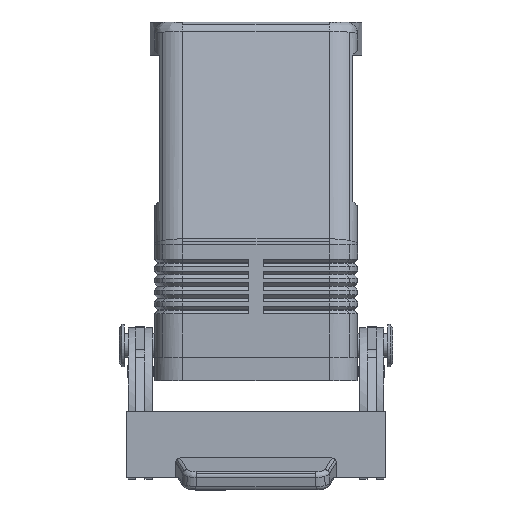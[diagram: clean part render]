
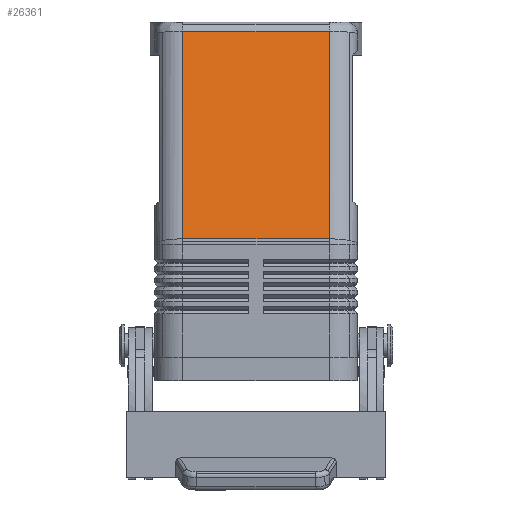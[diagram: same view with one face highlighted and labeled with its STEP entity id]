
A CAD part, left-side view. The second image highlights one B-rep face of the part: STEP entity #26361.
In plain terms, the highlighted planar face has unit normal (-0.98, 0, 0.2).
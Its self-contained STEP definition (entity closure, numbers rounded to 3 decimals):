
#1514=CARTESIAN_POINT('',(-59.879,-15.5,30.094));
#1515=VERTEX_POINT('',#1514);
#1523=CARTESIAN_POINT('',(-59.879,15.5,30.094));
#1524=VERTEX_POINT('',#1523);
#1525=CARTESIAN_POINT('',(-59.879,-15.5,30.094));
#1526=DIRECTION('',(0.0,1.0,0.0));
#1527=VECTOR('',#1526,31.);
#1528=LINE('',#1525,#1527);
#1529=EDGE_CURVE('',#1515,#1524,#1528,.T.);
#25919=CARTESIAN_POINT('',(-50.909,-15.5,74.));
#25920=VERTEX_POINT('',#25919);
#25928=CARTESIAN_POINT('',(-50.909,-15.5,74.));
#25929=DIRECTION('',(-0.2,0.0,-0.98));
#25930=VECTOR('',#25929,44.813);
#25931=LINE('',#25928,#25930);
#25932=EDGE_CURVE('',#25920,#1515,#25931,.T.);
#26338=CARTESIAN_POINT('',(-50.5,0.0,76.0));
#26339=DIRECTION('',(-0.98,0.0,0.2));
#26340=DIRECTION('',(0.2,0.0,0.98));
#26341=AXIS2_PLACEMENT_3D('',#26338,#26339,#26340);
#26342=PLANE('',#26341);
#26343=ORIENTED_EDGE('',*,*,#25932,.F.);
#26344=CARTESIAN_POINT('',(-50.909,15.5,74.));
#26345=VERTEX_POINT('',#26344);
#26346=CARTESIAN_POINT('',(-50.909,15.5,74.));
#26347=DIRECTION('',(0.0,-1.0,0.0));
#26348=VECTOR('',#26347,31.);
#26349=LINE('',#26346,#26348);
#26350=EDGE_CURVE('',#26345,#25920,#26349,.T.);
#26351=ORIENTED_EDGE('',*,*,#26350,.F.);
#26352=CARTESIAN_POINT('',(-59.879,15.5,30.094));
#26353=DIRECTION('',(0.2,0.0,0.98));
#26354=VECTOR('',#26353,44.813);
#26355=LINE('',#26352,#26354);
#26356=EDGE_CURVE('',#1524,#26345,#26355,.T.);
#26357=ORIENTED_EDGE('',*,*,#26356,.F.);
#26358=ORIENTED_EDGE('',*,*,#1529,.F.);
#26359=EDGE_LOOP('',(#26343,#26351,#26357,#26358));
#26360=FACE_OUTER_BOUND('',#26359,.T.);
#26361=ADVANCED_FACE('',(#26360),#26342,.T.);
